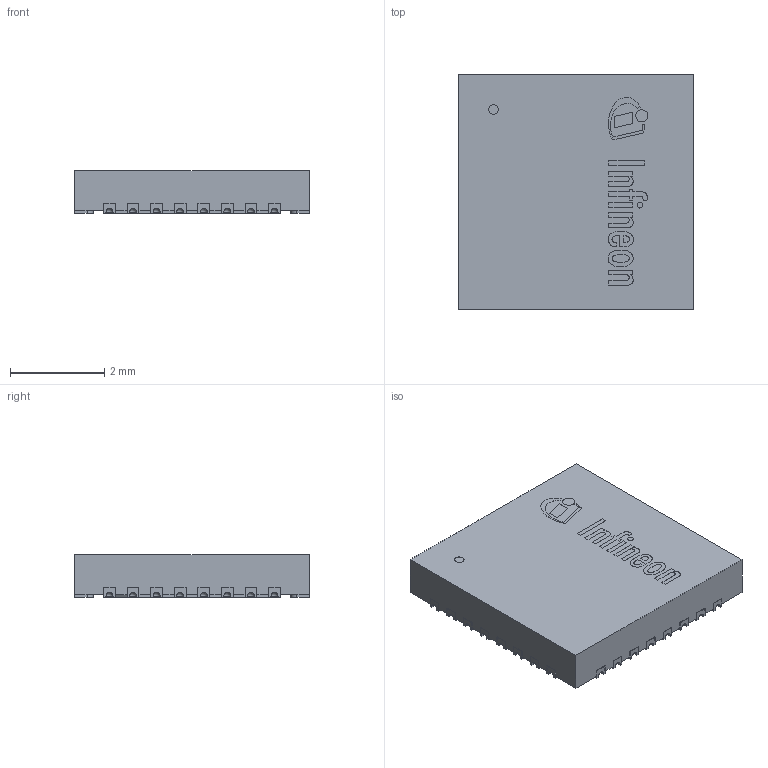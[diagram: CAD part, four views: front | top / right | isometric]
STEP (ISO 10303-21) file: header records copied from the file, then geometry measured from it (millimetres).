
FILE_DESCRIPTION(/* description */ (''),/* implementation_level */ '2;1');
FILE_NAME(/* name */ 'PG-VQFN-32-28_Z8B00257311_V01_3D.stp',/* time_stamp */ '2025-04-30T22:01:26+05:30',/* author */ ('sivamani'),/* organization */ (''),/* preprocessor_version */ 'ST-DEVELOPER v19.2',/* originating_system */ 'AutoCAD Mechanical',/* authorisation */ '');
FILE_SCHEMA (('AUTOMOTIVE_DESIGN { 1 0 10303 214 3 1 1 }'));
Length unit declared in the file: millimetre
Products named in the file (1): Product
Bounding box: 5 x 5 x 0.9 mm (x, y, z)
Volume: 21.8 mm3; surface area: 114.4 mm2
Topology: 47 solids, 47 shells, 617 faces, 1563 edges, 1010 vertices
Faces by surface type: plane 433, cylinder 134, sphere 32, bspline 18
Full cylindrical faces by diameter (mm): 0.126 x1, 0.2 x2, 0.259 x1
Entity records: 18416 total; most frequent: CARTESIAN_POINT 3529, ORIENTED_EDGE 3062, DIRECTION 2995, EDGE_CURVE 1531, LINE 1195, VECTOR 1195, VERTEX_POINT 1010, AXIS2_PLACEMENT_3D 900
